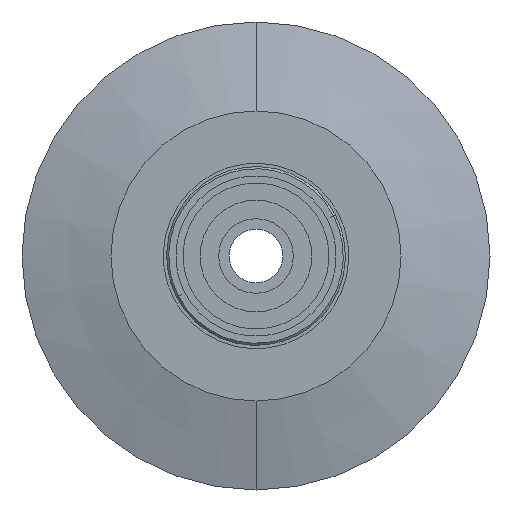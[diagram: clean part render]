
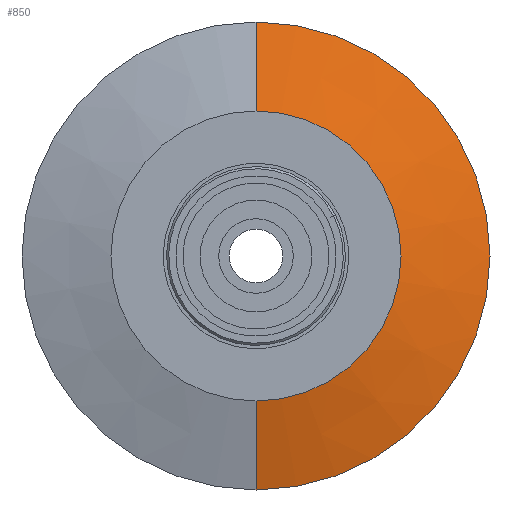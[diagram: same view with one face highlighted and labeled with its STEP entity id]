
A CAD part, front view. The second image highlights one B-rep face of the part: STEP entity #850.
In plain terms, the highlighted conical face has half-angle 75 degrees and reference radius 19.939 mm.
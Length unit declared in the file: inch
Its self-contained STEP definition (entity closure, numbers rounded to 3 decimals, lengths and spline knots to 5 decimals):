
#11 = VERTEX_POINT ( 'NONE', #870 ) ;
#71 = DIRECTION ( 'NONE',  ( 0., -1., 0. ) ) ;
#158 = FACE_OUTER_BOUND ( 'NONE', #1097, .T. ) ;
#164 = DIRECTION ( 'NONE',  ( 0., 0., 1. ) ) ;
#194 = ORIENTED_EDGE ( 'NONE', *, *, #1748, .F. ) ;
#291 = CARTESIAN_POINT ( 'NONE',  ( 0., -0.12, 0.785 ) ) ;
#318 = CARTESIAN_POINT ( 'NONE',  ( 0., -0.12, 0. ) ) ;
#449 = DIRECTION ( 'NONE',  ( 0., 1., 0. ) ) ;
#489 = CARTESIAN_POINT ( 'NONE',  ( 0., -0.12, -0.785 ) ) ;
#540 = LINE ( 'NONE', #1600, #1756 ) ;
#678 = VERTEX_POINT ( 'NONE', #291 ) ;
#688 = AXIS2_PLACEMENT_3D ( 'NONE', #1379, #1676, #1546 ) ;
#784 = AXIS2_PLACEMENT_3D ( 'NONE', #1080, #71, #1833 ) ;
#850 = ADVANCED_FACE ( 'NONE', ( #158 ), #1814, .T. ) ;
#851 = CIRCLE ( 'NONE', #784, 0.48644 ) ;
#870 = CARTESIAN_POINT ( 'NONE',  ( 0., -0.2, 0.48644 ) ) ;
#927 = CARTESIAN_POINT ( 'NONE',  ( 0., -0.2, -0.48644 ) ) ;
#964 = ORIENTED_EDGE ( 'NONE', *, *, #1840, .T. ) ;
#966 = AXIS2_PLACEMENT_3D ( 'NONE', #318, #449, #164 ) ;
#1080 = CARTESIAN_POINT ( 'NONE',  ( 0., -0.2, 0. ) ) ;
#1097 = EDGE_LOOP ( 'NONE', ( #194, #1411, #964, #1369 ) ) ;
#1105 = CARTESIAN_POINT ( 'NONE',  ( 0., -0.12, -0.785 ) ) ;
#1335 = VERTEX_POINT ( 'NONE', #489 ) ;
#1337 = VECTOR ( 'NONE', #1881, 39.37008 ) ;
#1369 = ORIENTED_EDGE ( 'NONE', *, *, #1891, .F. ) ;
#1379 = CARTESIAN_POINT ( 'NONE',  ( 0., -0.12, 0. ) ) ;
#1411 = ORIENTED_EDGE ( 'NONE', *, *, #1491, .T. ) ;
#1491 = EDGE_CURVE ( 'NONE', #1777, #1335, #1692, .T. ) ;
#1532 = CIRCLE ( 'NONE', #688, 0.785 ) ;
#1546 = DIRECTION ( 'NONE',  ( 0., 0., -1. ) ) ;
#1584 = DIRECTION ( 'NONE',  ( 0., 0.259, 0.966 ) ) ;
#1600 = CARTESIAN_POINT ( 'NONE',  ( 0., -0.12, 0.785 ) ) ;
#1676 = DIRECTION ( 'NONE',  ( 0., -1., 0. ) ) ;
#1692 = LINE ( 'NONE', #1105, #1337 ) ;
#1748 = EDGE_CURVE ( 'NONE', #1777, #11, #851, .T. ) ;
#1756 = VECTOR ( 'NONE', #1584, 39.37008 ) ;
#1777 = VERTEX_POINT ( 'NONE', #927 ) ;
#1814 = CONICAL_SURFACE ( 'NONE', #966, 0.785, 1.309 ) ;
#1833 = DIRECTION ( 'NONE',  ( 0., 0., -1. ) ) ;
#1840 = EDGE_CURVE ( 'NONE', #1335, #678, #1532, .T. ) ;
#1881 = DIRECTION ( 'NONE',  ( 0., 0.259, -0.966 ) ) ;
#1891 = EDGE_CURVE ( 'NONE', #11, #678, #540, .T. ) ;
